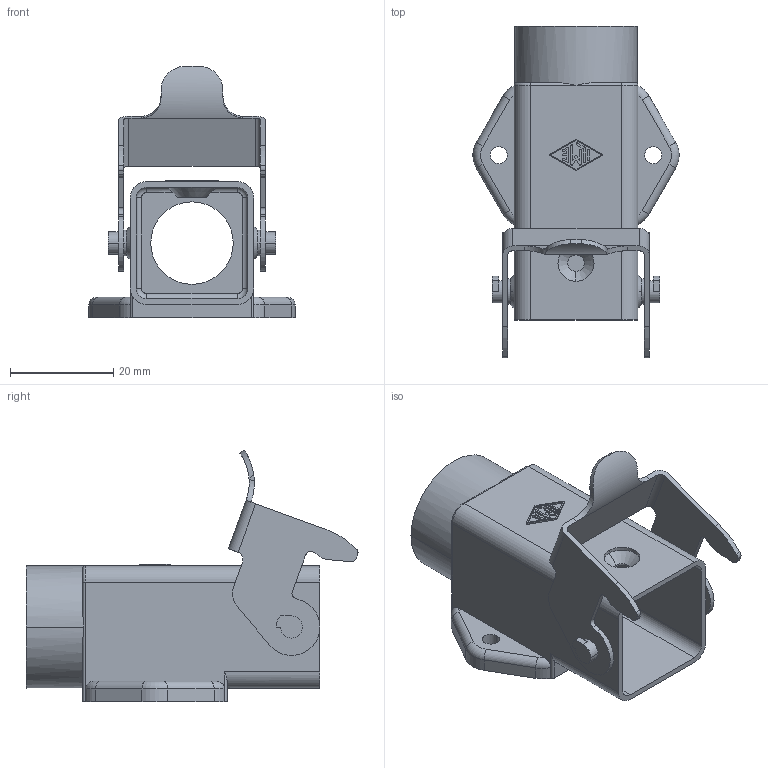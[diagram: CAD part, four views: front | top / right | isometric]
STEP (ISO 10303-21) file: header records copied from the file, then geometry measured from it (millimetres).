
FILE_DESCRIPTION(('Creo Elements/Direct Modeling STEP Export'),'2;1');
FILE_NAME('0lndrp34u36nbt44496','2019-12-06T13:29:31',(''),(''),'Creo Elements/Direct Modeling STEP processor for AP214 (Solid Model)','Creo Elements/Direct Modeling 20.1B 02-Apr-2019 (C) Parametric Technology GmbH','');
FILE_SCHEMA(('AUTOMOTIVE_DESIGN { 1 0 10303 214 1 1 1 1 }'));
Length unit declared in the file: millimetre
Products named in the file (2): CKA_03_APS
Assembly tree (1 placements, depth 2):
  CKA_03_APS
    CKA_03_APS
Bounding box: 40 x 64.4 x 48.81 mm (x, y, z)
Volume: 10995.5 mm3; surface area: 13705.9 mm2
Topology: 1 solids, 1 shells, 225 faces, 600 edges, 390 vertices
Faces by surface type: plane 102, cylinder 100, torus 12, cone 11
Entity records: 8335 total; most frequent: CARTESIAN_POINT 2725, ORIENTED_EDGE 1200, DIRECTION 1136, EDGE_CURVE 600, AXIS2_PLACEMENT_3D 400, VERTEX_POINT 390, VECTOR 336, LINE 336
